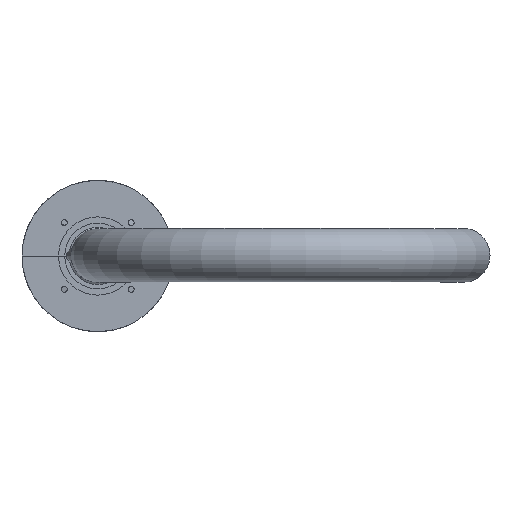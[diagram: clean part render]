
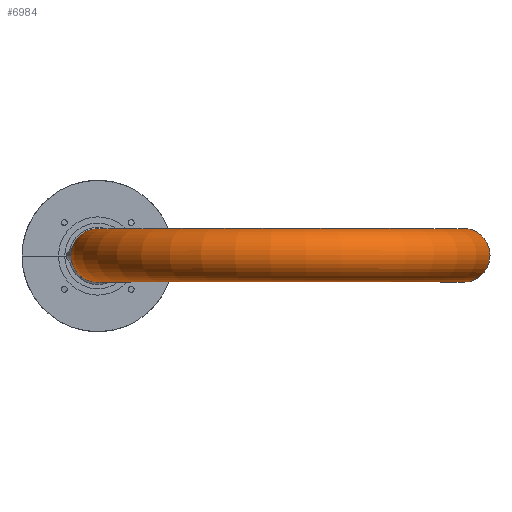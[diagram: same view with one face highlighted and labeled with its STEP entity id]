
A CAD part, top view. The second image highlights one B-rep face of the part: STEP entity #6984.
In plain terms, the highlighted toroidal (fillet/blend) face has major radius 105.464 mm and minor radius 15 mm.
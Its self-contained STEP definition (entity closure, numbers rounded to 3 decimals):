
#25=TOROIDAL_SURFACE('',#7460,105.464,15.);
#809=FACE_OUTER_BOUND('',#1189,.T.);
#1189=EDGE_LOOP('',(#5336,#5337,#5338,#5339));
#2759=CIRCLE('',#7461,15.);
#2760=CIRCLE('',#7462,90.464);
#2761=CIRCLE('',#7463,15.);
#3075=VERTEX_POINT('',#12018);
#3076=VERTEX_POINT('',#12020);
#3907=EDGE_CURVE('',#3075,#3075,#2759,.T.);
#3908=EDGE_CURVE('',#3075,#3076,#2760,.T.);
#3909=EDGE_CURVE('',#3076,#3076,#2761,.T.);
#5336=ORIENTED_EDGE('',*,*,#3907,.F.);
#5337=ORIENTED_EDGE('',*,*,#3908,.T.);
#5338=ORIENTED_EDGE('',*,*,#3909,.T.);
#5339=ORIENTED_EDGE('',*,*,#3908,.F.);
#6984=ADVANCED_FACE('',(#809),#25,.T.);
#7460=AXIS2_PLACEMENT_3D('',#12017,#8341,#8342);
#7461=AXIS2_PLACEMENT_3D('',#12019,#8343,#8344);
#7462=AXIS2_PLACEMENT_3D('',#12021,#8345,#8346);
#7463=AXIS2_PLACEMENT_3D('',#12022,#8347,#8348);
#8341=DIRECTION('center_axis',(0.,1.,0.));
#8342=DIRECTION('ref_axis',(0.,0.,1.));
#8343=DIRECTION('center_axis',(0.303,0.,-0.953));
#8344=DIRECTION('ref_axis',(0.953,0.,0.303));
#8345=DIRECTION('center_axis',(0.,-1.,0.));
#8346=DIRECTION('ref_axis',(0.,0.,1.));
#8347=DIRECTION('center_axis',(0.,0.,1.));
#8348=DIRECTION('ref_axis',(-1.,0.,0.));
#12017=CARTESIAN_POINT('Origin',(105.464,0.,270.));
#12018=CARTESIAN_POINT('',(191.681,0.,297.391));
#12019=CARTESIAN_POINT('Origin',(205.977,0.,301.933));
#12020=CARTESIAN_POINT('',(15.,0.,270.));
#12021=CARTESIAN_POINT('Origin',(105.464,0.,
270.));
#12022=CARTESIAN_POINT('Origin',(0.,0.,270.));
